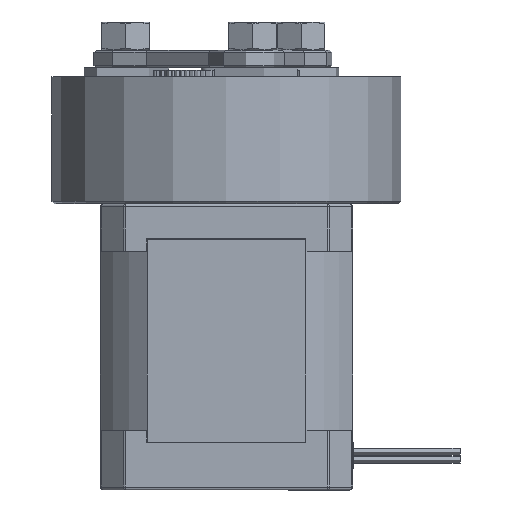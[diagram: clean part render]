
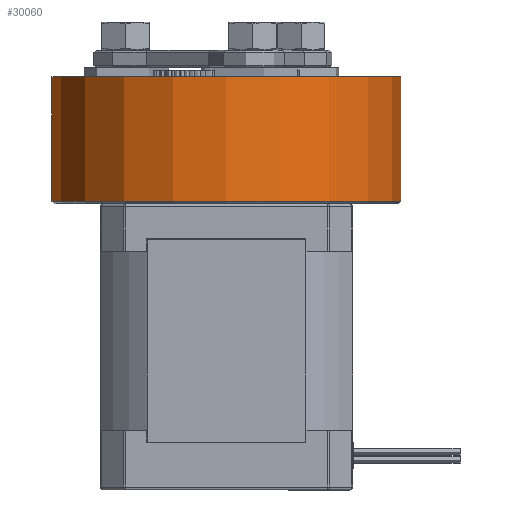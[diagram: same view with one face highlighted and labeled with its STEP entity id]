
A CAD part, front view. The second image highlights one B-rep face of the part: STEP entity #30060.
In plain terms, the highlighted cylindrical face has radius 29.249 mm (diameter 58.499 mm), a full revolution.
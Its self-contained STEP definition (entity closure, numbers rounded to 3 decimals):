
#1276=FACE_OUTER_BOUND('',#3018,.T.);
#3018=EDGE_LOOP('',(#20513,#20514,#20515,#20516));
#4821=LINE('',#49139,#6602);
#6602=VECTOR('',#38218,29.249);
#8506=CIRCLE('',#32338,29.249);
#8562=CIRCLE('',#32430,29.249);
#11375=VERTEX_POINT('',#48885);
#11429=VERTEX_POINT('',#49127);
#14785=EDGE_CURVE('',#11375,#11375,#8506,.T.);
#14871=EDGE_CURVE('',#11429,#11429,#8562,.T.);
#14877=EDGE_CURVE('',#11375,#11429,#4821,.T.);
#20513=ORIENTED_EDGE('',*,*,#14785,.F.);
#20514=ORIENTED_EDGE('',*,*,#14877,.T.);
#20515=ORIENTED_EDGE('',*,*,#14871,.F.);
#20516=ORIENTED_EDGE('',*,*,#14877,.F.);
#28692=CYLINDRICAL_SURFACE('',#32436,29.249);
#30060=ADVANCED_FACE('',(#1276),#28692,.T.);
#32338=AXIS2_PLACEMENT_3D('',#48886,#37993,#37994);
#32430=AXIS2_PLACEMENT_3D('',#49128,#38201,#38202);
#32436=AXIS2_PLACEMENT_3D('',#49138,#38216,#38217);
#37993=DIRECTION('center_axis',(0.,0.,
1.));
#37994=DIRECTION('ref_axis',(-1.,0.,0.));
#38201=DIRECTION('center_axis',(0.,0.,
-1.));
#38202=DIRECTION('ref_axis',(-1.,0.,0.));
#38216=DIRECTION('center_axis',(0.,0.,1.));
#38217=DIRECTION('ref_axis',(-1.,0.,0.));
#38218=DIRECTION('',(0.,0.,-1.));
#48885=CARTESIAN_POINT('',(29.416,-76.03,3.));
#48886=CARTESIAN_POINT('Origin',(0.167,-76.03,3.));
#49127=CARTESIAN_POINT('',(29.416,-76.03,-17.85));
#49128=CARTESIAN_POINT('Origin',(0.167,-76.03,-17.85));
#49138=CARTESIAN_POINT('Origin',(0.167,-76.03,-18.25));
#49139=CARTESIAN_POINT('',(29.416,-76.03,-18.25));
